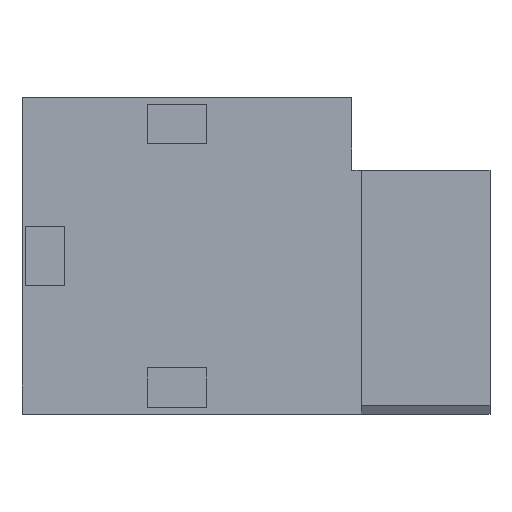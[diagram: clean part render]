
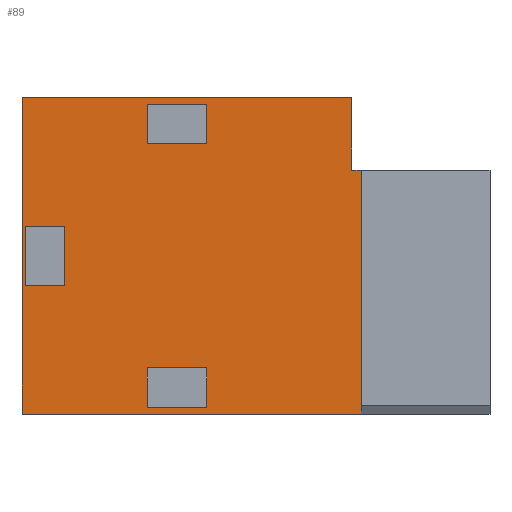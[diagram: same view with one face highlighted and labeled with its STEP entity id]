
A CAD part, top view. The second image highlights one B-rep face of the part: STEP entity #89.
In plain terms, the highlighted planar face has unit normal (0, 0, 1).
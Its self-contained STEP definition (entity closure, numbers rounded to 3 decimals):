
#62=FACE_BOUND('',#224,.T.);
#63=FACE_BOUND('',#225,.T.);
#64=FACE_BOUND('',#226,.T.);
#65=FACE_BOUND('',#227,.T.);
#89=ADVANCED_FACE('',(#62,#63,#64,#65),#140,.T.);
#140=PLANE('',#959);
#224=EDGE_LOOP('',(#307,#308,#309,#310,#311,#312));
#225=EDGE_LOOP('',(#313,#314,#315,#316));
#226=EDGE_LOOP('',(#317,#318,#319,#320));
#227=EDGE_LOOP('',(#321,#322,#323,#324));
#307=ORIENTED_EDGE('',*,*,#618,.T.);
#308=ORIENTED_EDGE('',*,*,#619,.F.);
#309=ORIENTED_EDGE('',*,*,#620,.F.);
#310=ORIENTED_EDGE('',*,*,#621,.T.);
#311=ORIENTED_EDGE('',*,*,#598,.T.);
#312=ORIENTED_EDGE('',*,*,#622,.T.);
#313=ORIENTED_EDGE('',*,*,#623,.T.);
#314=ORIENTED_EDGE('',*,*,#624,.T.);
#315=ORIENTED_EDGE('',*,*,#625,.T.);
#316=ORIENTED_EDGE('',*,*,#626,.T.);
#317=ORIENTED_EDGE('',*,*,#627,.T.);
#318=ORIENTED_EDGE('',*,*,#628,.T.);
#319=ORIENTED_EDGE('',*,*,#629,.T.);
#320=ORIENTED_EDGE('',*,*,#630,.T.);
#321=ORIENTED_EDGE('',*,*,#617,.F.);
#322=ORIENTED_EDGE('',*,*,#615,.F.);
#323=ORIENTED_EDGE('',*,*,#613,.F.);
#324=ORIENTED_EDGE('',*,*,#610,.F.);
#517=VERTEX_POINT('',#1273);
#518=VERTEX_POINT('',#1274);
#529=VERTEX_POINT('',#1300);
#530=VERTEX_POINT('',#1301);
#531=VERTEX_POINT('',#1306);
#532=VERTEX_POINT('',#1310);
#533=VERTEX_POINT('',#1316);
#534=VERTEX_POINT('',#1317);
#535=VERTEX_POINT('',#1319);
#536=VERTEX_POINT('',#1321);
#537=VERTEX_POINT('',#1325);
#538=VERTEX_POINT('',#1326);
#539=VERTEX_POINT('',#1328);
#540=VERTEX_POINT('',#1330);
#541=VERTEX_POINT('',#1333);
#542=VERTEX_POINT('',#1334);
#543=VERTEX_POINT('',#1336);
#544=VERTEX_POINT('',#1338);
#598=EDGE_CURVE('',#517,#518,#717,.T.);
#610=EDGE_CURVE('',#529,#530,#729,.T.);
#613=EDGE_CURVE('',#530,#531,#732,.T.);
#615=EDGE_CURVE('',#531,#532,#734,.T.);
#617=EDGE_CURVE('',#532,#529,#736,.T.);
#618=EDGE_CURVE('',#533,#534,#737,.T.);
#619=EDGE_CURVE('',#535,#534,#738,.T.);
#620=EDGE_CURVE('',#536,#535,#739,.T.);
#621=EDGE_CURVE('',#536,#517,#740,.T.);
#622=EDGE_CURVE('',#518,#533,#741,.T.);
#623=EDGE_CURVE('',#537,#538,#742,.T.);
#624=EDGE_CURVE('',#538,#539,#743,.T.);
#625=EDGE_CURVE('',#539,#540,#744,.T.);
#626=EDGE_CURVE('',#540,#537,#745,.T.);
#627=EDGE_CURVE('',#541,#542,#746,.T.);
#628=EDGE_CURVE('',#542,#543,#747,.T.);
#629=EDGE_CURVE('',#543,#544,#748,.T.);
#630=EDGE_CURVE('',#544,#541,#749,.T.);
#717=LINE('',#1272,#818);
#729=LINE('',#1299,#830);
#732=LINE('',#1305,#833);
#734=LINE('',#1309,#835);
#736=LINE('',#1313,#837);
#737=LINE('',#1315,#838);
#738=LINE('',#1318,#839);
#739=LINE('',#1320,#840);
#740=LINE('',#1322,#841);
#741=LINE('',#1323,#842);
#742=LINE('',#1324,#843);
#743=LINE('',#1327,#844);
#744=LINE('',#1329,#845);
#745=LINE('',#1331,#846);
#746=LINE('',#1332,#847);
#747=LINE('',#1335,#848);
#748=LINE('',#1337,#849);
#749=LINE('',#1339,#850);
#818=VECTOR('',#1028,1.);
#830=VECTOR('',#1046,1.);
#833=VECTOR('',#1051,1.);
#835=VECTOR('',#1055,1.);
#837=VECTOR('',#1059,1.);
#838=VECTOR('',#1062,1.);
#839=VECTOR('',#1063,1.);
#840=VECTOR('',#1064,1.);
#841=VECTOR('',#1065,1.);
#842=VECTOR('',#1066,1.);
#843=VECTOR('',#1067,1.);
#844=VECTOR('',#1068,1.);
#845=VECTOR('',#1069,1.);
#846=VECTOR('',#1070,1.);
#847=VECTOR('',#1071,1.);
#848=VECTOR('',#1072,1.);
#849=VECTOR('',#1073,1.);
#850=VECTOR('',#1074,1.);
#959=AXIS2_PLACEMENT_3D('',#1340,#1075,#1076);
#1028=DIRECTION('',(0.,1.,0.));
#1046=DIRECTION('',(-1.,0.,0.));
#1051=DIRECTION('',(0.,-1.,0.));
#1055=DIRECTION('',(1.,0.,0.));
#1059=DIRECTION('',(0.,1.,0.));
#1062=DIRECTION('',(0.,1.,0.));
#1063=DIRECTION('',(1.,0.,0.));
#1064=DIRECTION('',(0.,1.,0.));
#1065=DIRECTION('',(1.,0.,0.));
#1066=DIRECTION('',(-1.,0.,0.));
#1067=DIRECTION('',(1.,0.,0.));
#1068=DIRECTION('',(0.,-1.,0.));
#1069=DIRECTION('',(-1.,0.,0.));
#1070=DIRECTION('',(0.,1.,0.));
#1071=DIRECTION('',(-1.,0.,0.));
#1072=DIRECTION('',(0.,1.,0.));
#1073=DIRECTION('',(1.,0.,0.));
#1074=DIRECTION('',(0.,-1.,0.));
#1075=DIRECTION('',(0.,0.,1.));
#1076=DIRECTION('',(1.,0.,0.));
#1272=CARTESIAN_POINT('',(56.,-48.,0.));
#1273=CARTESIAN_POINT('',(56.,-48.,0.));
#1274=CARTESIAN_POINT('',(56.,26.,0.));
#1299=CARTESIAN_POINT('',(-34.,9.,0.));
#1300=CARTESIAN_POINT('',(-34.,9.,0.));
#1301=CARTESIAN_POINT('',(-46.,9.,0.));
#1305=CARTESIAN_POINT('',(-46.,-9.,0.));
#1306=CARTESIAN_POINT('',(-46.,-9.,0.));
#1309=CARTESIAN_POINT('',(-46.,-9.,0.));
#1310=CARTESIAN_POINT('',(-34.,-9.,0.));
#1313=CARTESIAN_POINT('',(-34.,-9.,0.));
#1315=CARTESIAN_POINT('',(53.,-48.,0.));
#1316=CARTESIAN_POINT('',(53.,26.,0.));
#1317=CARTESIAN_POINT('',(53.,48.,0.));
#1318=CARTESIAN_POINT('',(-47.,48.,0.));
#1319=CARTESIAN_POINT('',(-47.,48.,0.));
#1320=CARTESIAN_POINT('',(-47.,-48.,0.));
#1321=CARTESIAN_POINT('',(-47.,-48.,0.));
#1322=CARTESIAN_POINT('',(-47.,-48.,0.));
#1323=CARTESIAN_POINT('',(-47.,26.,0.));
#1324=CARTESIAN_POINT('',(9.,46.,0.));
#1325=CARTESIAN_POINT('',(-9.,46.,0.));
#1326=CARTESIAN_POINT('',(9.,46.,0.));
#1327=CARTESIAN_POINT('',(9.,46.,0.));
#1328=CARTESIAN_POINT('',(9.,34.,0.));
#1329=CARTESIAN_POINT('',(-9.,34.,0.));
#1330=CARTESIAN_POINT('',(-9.,34.,0.));
#1331=CARTESIAN_POINT('',(-9.,46.,0.));
#1332=CARTESIAN_POINT('',(-9.,-46.,0.));
#1333=CARTESIAN_POINT('',(9.,-46.,0.));
#1334=CARTESIAN_POINT('',(-9.,-46.,0.));
#1335=CARTESIAN_POINT('',(-9.,-46.,0.));
#1336=CARTESIAN_POINT('',(-9.,-34.,0.));
#1337=CARTESIAN_POINT('',(9.,-34.,0.));
#1338=CARTESIAN_POINT('',(9.,-34.,0.));
#1339=CARTESIAN_POINT('',(9.,-34.,0.));
#1340=CARTESIAN_POINT('',(-47.,-48.,0.));
